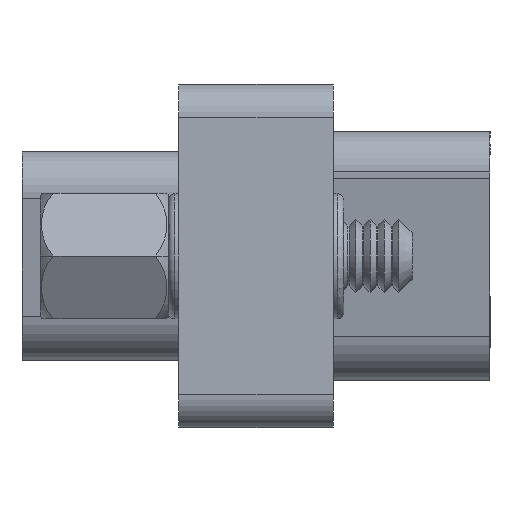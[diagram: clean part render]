
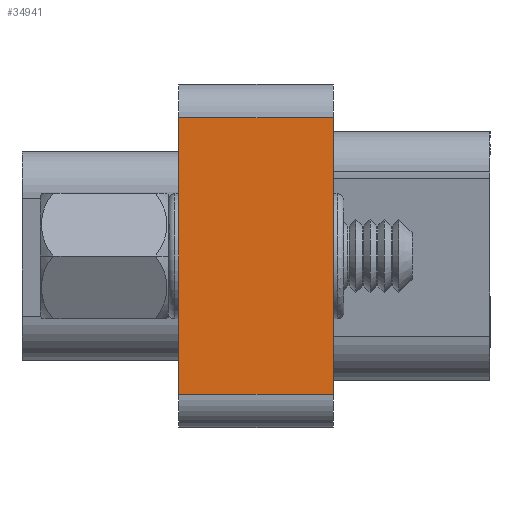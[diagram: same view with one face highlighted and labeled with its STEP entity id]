
A CAD part, left-side view. The second image highlights one B-rep face of the part: STEP entity #34941.
In plain terms, the highlighted planar face has unit normal (-1, 0, 0).
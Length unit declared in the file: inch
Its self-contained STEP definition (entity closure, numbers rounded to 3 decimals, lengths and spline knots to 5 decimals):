
#1082 = CARTESIAN_POINT ( 'NONE',  ( -0.775, -0.115, -0.205 ) ) ;
#1323 = DIRECTION ( 'NONE',  ( 0., 0., 1. ) ) ;
#1436 = EDGE_CURVE ( 'NONE', #8525, #37750, #31218, .T. ) ;
#2694 = VERTEX_POINT ( 'NONE', #27653 ) ;
#3705 = DIRECTION ( 'NONE',  ( 0., 1., 0. ) ) ;
#6867 = DIRECTION ( 'NONE',  ( 0., -1., 0. ) ) ;
#7204 = ORIENTED_EDGE ( 'NONE', *, *, #19453, .T. ) ;
#8039 = LINE ( 'NONE', #28557, #13579 ) ;
#8525 = VERTEX_POINT ( 'NONE', #24363 ) ;
#10678 = ORIENTED_EDGE ( 'NONE', *, *, #1436, .T. ) ;
#10770 = CARTESIAN_POINT ( 'NONE',  ( -0.775, 0.115, 0.255 ) ) ;
#11023 = DIRECTION ( 'NONE',  ( 1., 0., 0. ) ) ;
#13579 = VECTOR ( 'NONE', #31468, 39.37008 ) ;
#14885 = VECTOR ( 'NONE', #3705, 39.37008 ) ;
#15343 = CARTESIAN_POINT ( 'NONE',  ( -0.775, 0.115, 0.205 ) ) ;
#16258 = CARTESIAN_POINT ( 'NONE',  ( -0.775, -0.115, 0.255 ) ) ;
#16932 = PLANE ( 'NONE',  #20100 ) ;
#18878 = CARTESIAN_POINT ( 'NONE',  ( -0.775, 0.115, -0.205 ) ) ;
#19453 = EDGE_CURVE ( 'NONE', #37750, #2694, #30148, .T. ) ;
#20100 = AXIS2_PLACEMENT_3D ( 'NONE', #10770, #11023, #30953 ) ;
#20397 = FACE_OUTER_BOUND ( 'NONE', #34001, .T. ) ;
#22439 = VECTOR ( 'NONE', #1323, 39.37008 ) ;
#23478 = LINE ( 'NONE', #15343, #14885 ) ;
#23519 = VECTOR ( 'NONE', #6867, 39.37008 ) ;
#24363 = CARTESIAN_POINT ( 'NONE',  ( -0.775, 0.115, -0.205 ) ) ;
#27431 = ORIENTED_EDGE ( 'NONE', *, *, #35622, .T. ) ;
#27653 = CARTESIAN_POINT ( 'NONE',  ( -0.775, -0.115, 0.205 ) ) ;
#28557 = CARTESIAN_POINT ( 'NONE',  ( -0.775, 0.115, 0.255 ) ) ;
#30148 = LINE ( 'NONE', #16258, #22439 ) ;
#30953 = DIRECTION ( 'NONE',  ( 0., 0., -1. ) ) ;
#31218 = LINE ( 'NONE', #18878, #23519 ) ;
#31468 = DIRECTION ( 'NONE',  ( 0., 0., 1. ) ) ;
#32007 = ORIENTED_EDGE ( 'NONE', *, *, #34975, .F. ) ;
#32858 = CARTESIAN_POINT ( 'NONE',  ( -0.775, 0.115, 0.205 ) ) ;
#34001 = EDGE_LOOP ( 'NONE', ( #7204, #27431, #32007, #10678 ) ) ;
#34941 = ADVANCED_FACE ( 'NONE', ( #20397 ), #16932, .F. ) ;
#34975 = EDGE_CURVE ( 'NONE', #8525, #37789, #8039, .T. ) ;
#35622 = EDGE_CURVE ( 'NONE', #2694, #37789, #23478, .T. ) ;
#37750 = VERTEX_POINT ( 'NONE', #1082 ) ;
#37789 = VERTEX_POINT ( 'NONE', #32858 ) ;
